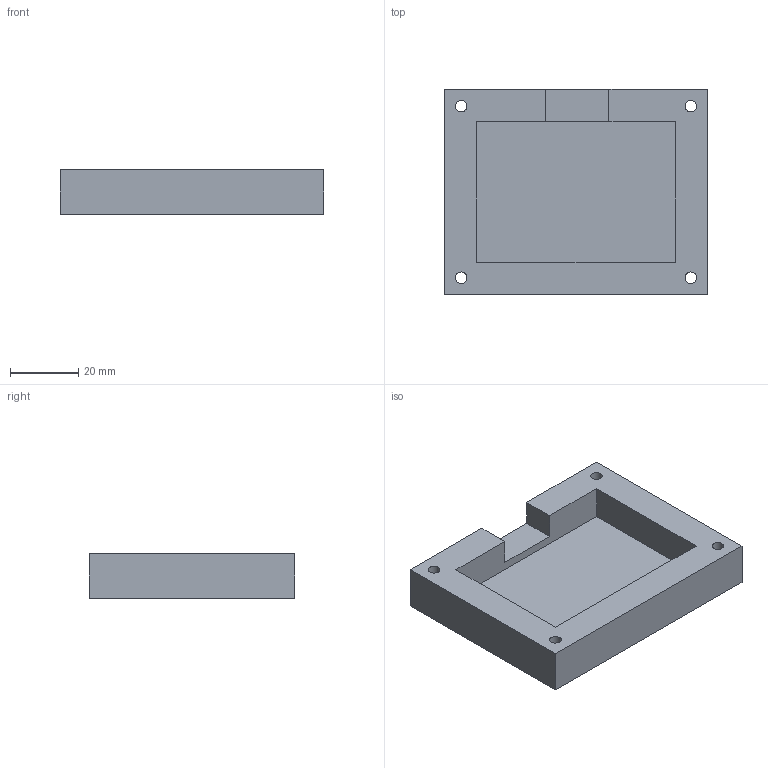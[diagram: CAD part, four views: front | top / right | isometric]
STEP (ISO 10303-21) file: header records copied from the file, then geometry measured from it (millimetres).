
FILE_DESCRIPTION(/* description */ ('','CAx-IF Rec.Pracs.---Representation and Presentation of Product Manufacturing Information (PMI)---4.0---2014-10-13'),/* implementation_level */ '2;1');
FILE_NAME(/* name */ 'osu-keypad case v2.step',/* time_stamp */ '2025-02-20T03:05:08-08:00',/* author */ (''),/* organization */ (''),/* preprocessor_version */ 'ST-DEVELOPER v20',/* originating_system */ 'Autodesk Translation Framework v13.20.0.188',/* authorisation */ '');
FILE_SCHEMA (('AP242_MANAGED_MODEL_BASED_3D_ENGINEERING_MIM_LF { 1 0 10303 442 1 1 4 }'));
Length unit declared in the file: millimetre
Products named in the file (2): osu-keypad case; Component1
Assembly tree (1 placements, depth 2):
  osu-keypad case
    Component1
Bounding box: 77.2 x 60.2 x 13 mm (x, y, z)
Volume: 34410.1 mm3; surface area: 15304.4 mm2
Topology: 1 solids, 1 shells, 26 faces, 60 edges, 40 vertices
Faces by surface type: plane 18, cylinder 8
Full cylindrical faces by diameter (mm): 3.4 x4, 6 x4
Entity records: 809 total; most frequent: DIRECTION 134, CARTESIAN_POINT 129, ORIENTED_EDGE 120, EDGE_CURVE 60, AXIS2_PLACEMENT_3D 45, LINE 44, VECTOR 44, VERTEX_POINT 40
